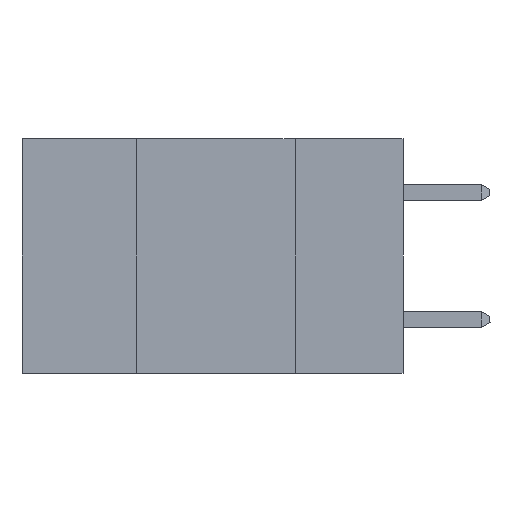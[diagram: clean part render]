
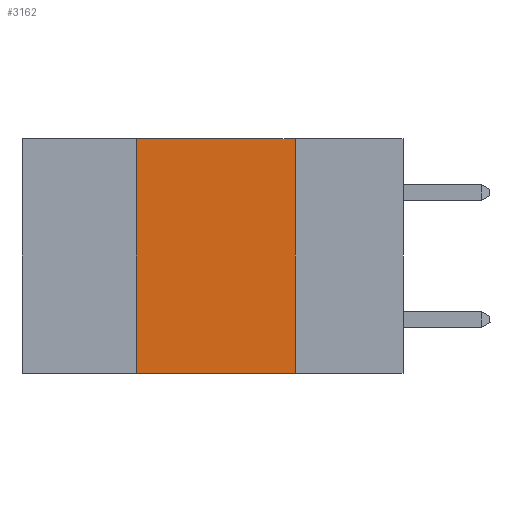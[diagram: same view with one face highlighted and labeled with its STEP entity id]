
A CAD part, left-side view. The second image highlights one B-rep face of the part: STEP entity #3162.
In plain terms, the highlighted planar face has unit normal (-1, 0, 0).
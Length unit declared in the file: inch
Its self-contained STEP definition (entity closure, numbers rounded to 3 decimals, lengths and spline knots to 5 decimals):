
#436 = DIRECTION ( 'NONE',  ( 0., 0., -1. ) ) ;
#522 = ORIENTED_EDGE ( 'NONE', *, *, #21099, .F. ) ;
#792 = VECTOR ( 'NONE', #11005, 39.37008 ) ;
#890 = CARTESIAN_POINT ( 'NONE',  ( 0., 0.17, 0. ) ) ;
#1339 = EDGE_CURVE ( 'NONE', #13578, #6061, #17645, .T. ) ;
#1736 = CARTESIAN_POINT ( 'NONE',  ( 0., 0.6, 0. ) ) ;
#2461 = ORIENTED_EDGE ( 'NONE', *, *, #5847, .F. ) ;
#3162 = ADVANCED_FACE ( 'NONE', ( #8387 ), #9983, .F. ) ;
#5176 = ORIENTED_EDGE ( 'NONE', *, *, #1339, .T. ) ;
#5312 = VECTOR ( 'NONE', #17861, 39.37008 ) ;
#5313 = LINE ( 'NONE', #10006, #8566 ) ;
#5679 = CARTESIAN_POINT ( 'NONE',  ( 0., 0.17, -0.37 ) ) ;
#5847 = EDGE_CURVE ( 'NONE', #12501, #11259, #19394, .T. ) ;
#6061 = VERTEX_POINT ( 'NONE', #5679 ) ;
#6190 = VECTOR ( 'NONE', #15262, 39.37008 ) ;
#8198 = DIRECTION ( 'NONE',  ( 0., 0., 1. ) ) ;
#8387 = FACE_OUTER_BOUND ( 'NONE', #18128, .T. ) ;
#8566 = VECTOR ( 'NONE', #8198, 39.37008 ) ;
#8589 = DIRECTION ( 'NONE',  ( 1., 0., 0. ) ) ;
#9629 = CARTESIAN_POINT ( 'NONE',  ( 0., 0.6, 0. ) ) ;
#9958 = AXIS2_PLACEMENT_3D ( 'NONE', #1736, #8589, #436 ) ;
#9983 = PLANE ( 'NONE',  #9958 ) ;
#10006 = CARTESIAN_POINT ( 'NONE',  ( 0., 0.42, 0. ) ) ;
#11005 = DIRECTION ( 'NONE',  ( 0., -1., 0. ) ) ;
#11259 = VERTEX_POINT ( 'NONE', #16361 ) ;
#12501 = VERTEX_POINT ( 'NONE', #17761 ) ;
#13578 = VERTEX_POINT ( 'NONE', #16287 ) ;
#14023 = ORIENTED_EDGE ( 'NONE', *, *, #21151, .F. ) ;
#15262 = DIRECTION ( 'NONE',  ( 0., 0., -1. ) ) ;
#16287 = CARTESIAN_POINT ( 'NONE',  ( 0., 0.42, -0.37 ) ) ;
#16361 = CARTESIAN_POINT ( 'NONE',  ( 0., 0.17, 0. ) ) ;
#16879 = LINE ( 'NONE', #890, #6190 ) ;
#17645 = LINE ( 'NONE', #19462, #5312 ) ;
#17761 = CARTESIAN_POINT ( 'NONE',  ( 0., 0.42, 0. ) ) ;
#17861 = DIRECTION ( 'NONE',  ( 0., -1., 0. ) ) ;
#18128 = EDGE_LOOP ( 'NONE', ( #14023, #2461, #522, #5176 ) ) ;
#19394 = LINE ( 'NONE', #9629, #792 ) ;
#19462 = CARTESIAN_POINT ( 'NONE',  ( 0., 0.6, -0.37 ) ) ;
#21099 = EDGE_CURVE ( 'NONE', #13578, #12501, #5313, .T. ) ;
#21151 = EDGE_CURVE ( 'NONE', #11259, #6061, #16879, .T. ) ;
